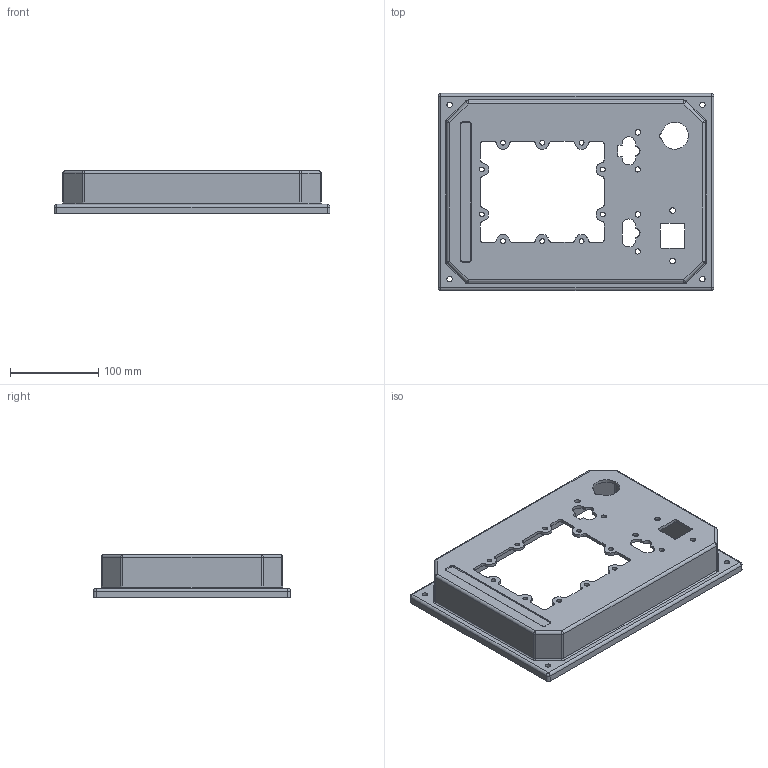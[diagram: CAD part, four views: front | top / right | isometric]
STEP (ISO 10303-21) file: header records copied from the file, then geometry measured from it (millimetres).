
FILE_DESCRIPTION(('FTC-08 geometry only from the NIST MBE PMI Validation and Conformance Testing Project - go.usa.gov/mGVm'),'2;1');
FILE_NAME('nist_ftc_08_asme1.stp','2015-05-27T17:43:46',(''),(''),'','','');
FILE_SCHEMA(('AP203_CONFIGURATION_CONTROLLED_3D_DESIGN_OF_MECHANICAL_PARTS_AND_ASSEMBLIES_MIM_LF { 1 0 10303 403 3 1 4}'));
Length unit declared in the file: inch
Products named in the file (1): NIST PMI FTC 08 ASME1
Bounding box: 311.59 x 222.69 x 48.26 mm (x, y, z)
Volume: 503592.2 mm3; surface area: 191687.9 mm2
Topology: 1 solids, 1 shells, 270 faces, 725 edges, 442 vertices
Faces by surface type: cylinder 157, plane 81, sphere 20, torus 12
Entity records: 7985 total; most frequent: CARTESIAN_POINT 1443, ORIENTED_EDGE 1410, DIRECTION 1159, EDGE_CURVE 705, AXIS2_PLACEMENT_3D 553, VERTEX_POINT 442, VECTOR 379, LINE 379
